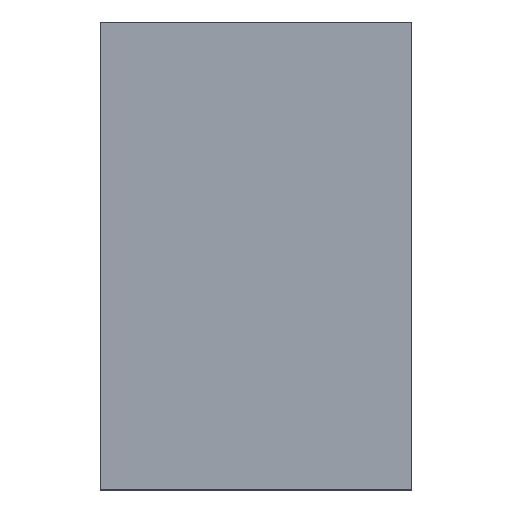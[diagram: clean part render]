
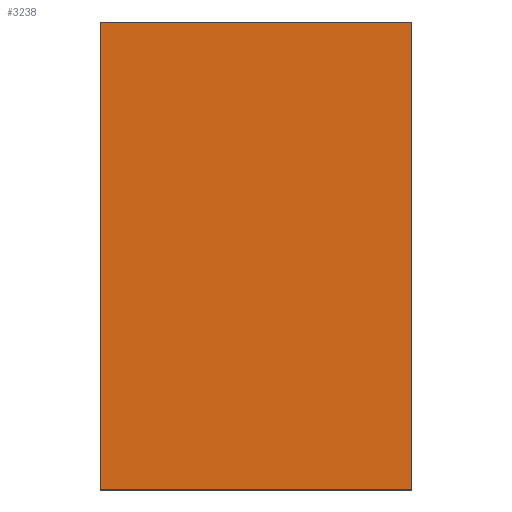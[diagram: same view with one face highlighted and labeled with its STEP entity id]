
A CAD part, top view. The second image highlights one B-rep face of the part: STEP entity #3238.
In plain terms, the highlighted face is planar.
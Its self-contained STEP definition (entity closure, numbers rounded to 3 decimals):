
#1158=DIRECTION('',(0.,0.,1.));
#1159=VECTOR('',#1158,4.5);
#1160=CARTESIAN_POINT('',(-1.5,0.975,-2.25));
#1161=LINE('',#1160,#1159);
#1165=DIRECTION('',(-1.,0.,0.));
#1166=VECTOR('',#1165,3.);
#1167=CARTESIAN_POINT('',(1.5,0.975,-2.25));
#1168=LINE('',#1167,#1166);
#1172=DIRECTION('',(0.,0.,-1.));
#1173=VECTOR('',#1172,4.5);
#1174=CARTESIAN_POINT('',(1.5,0.975,2.25));
#1175=LINE('',#1174,#1173);
#1179=DIRECTION('',(1.,0.,0.));
#1180=VECTOR('',#1179,3.);
#1181=CARTESIAN_POINT('',(-1.5,0.975,2.25));
#1182=LINE('',#1181,#1180);
#2381=CARTESIAN_POINT('',(-1.5,0.975,-2.25));
#2382=CARTESIAN_POINT('',(-1.5,0.975,2.25));
#2383=VERTEX_POINT('',#2381);
#2384=VERTEX_POINT('',#2382);
#2385=CARTESIAN_POINT('',(1.5,0.975,2.25));
#2386=VERTEX_POINT('',#2385);
#2387=CARTESIAN_POINT('',(1.5,0.975,-2.25));
#2388=VERTEX_POINT('',#2387);
#3227=CARTESIAN_POINT('',(0.,0.975,0.));
#3228=DIRECTION('',(0.,1.,0.));
#3229=DIRECTION('',(1.,0.,0.));
#3230=AXIS2_PLACEMENT_3D('',#3227,#3228,#3229);
#3231=PLANE('',#3230);
#3232=ORIENTED_EDGE('',*,*,#2961,.F.);
#3233=ORIENTED_EDGE('',*,*,#3025,.F.);
#3234=ORIENTED_EDGE('',*,*,#3099,.F.);
#3235=ORIENTED_EDGE('',*,*,#3161,.F.);
#3236=EDGE_LOOP('',(#3232,#3233,#3234,#3235));
#3237=FACE_OUTER_BOUND('',#3236,.F.);
#3238=ADVANCED_FACE('',(#3237),#3231,.T.);
#2961=EDGE_CURVE('',#2383,#2384,#1161,.T.);
#3025=EDGE_CURVE('',#2388,#2383,#1168,.T.);
#3099=EDGE_CURVE('',#2386,#2388,#1175,.T.);
#3161=EDGE_CURVE('',#2384,#2386,#1182,.T.);
